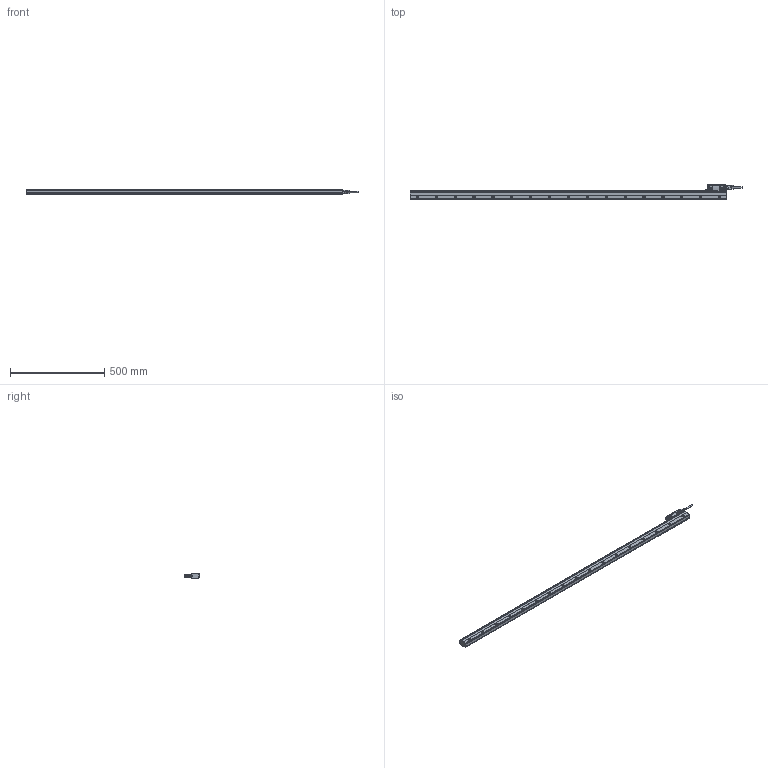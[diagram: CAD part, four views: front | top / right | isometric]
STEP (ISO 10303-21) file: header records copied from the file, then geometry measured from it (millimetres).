
FILE_DESCRIPTION(('CATIA V5 STEP'),'2;1');
FILE_NAME('SR87_L_154.stp','2010-05-26T07:53:01+00:00',('none'),('none'),'CATIA Version 5 Release 19 SP 6 (IN-10)','CATIA V5 STEP AP214','none');
FILE_SCHEMA(('AUTOMOTIVE_DESIGN { 1 0 10303 214 1 1 1 1 }'));
Products named in the file (3): SR87_L_154; SR87-154_S; SR87_head_L
Assembly tree (2 placements, depth 2):
  SR87_L_154
    SR87-154_S
    SR87_head_L
Bounding box: 1757.7 x 78 x 29 mm (x, y, z)
Volume: 2185123.5 mm3; surface area: 313989.4 mm2
Topology: 2 solids, 18 shells, 2575 faces, 6563 edges, 3954 vertices
Faces by surface type: plane 1178, cylinder 898, cone 175, torus 175, sphere 96, bspline 53
Entity records: 75829 total; most frequent: CARTESIAN_POINT 19179, ORIENTED_EDGE 12908, DIRECTION 9347, EDGE_CURVE 6444, AXIS2_PLACEMENT_3D 4057, VERTEX_POINT 3952, VECTOR 3377, LINE 3377
